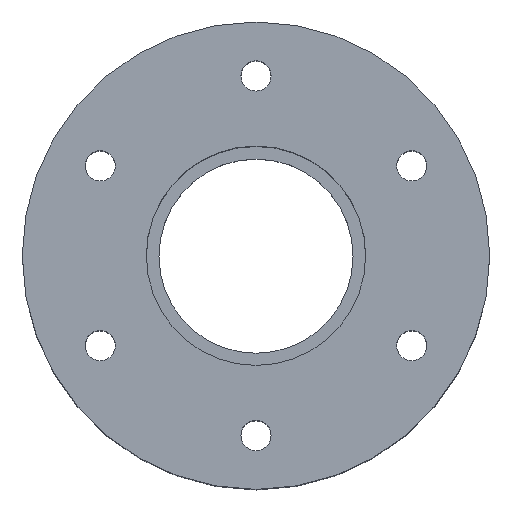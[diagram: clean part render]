
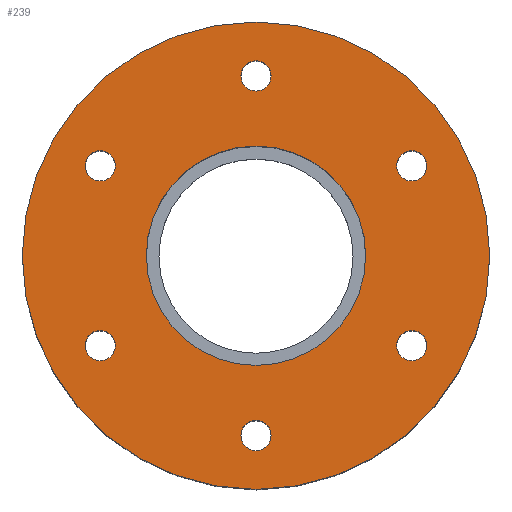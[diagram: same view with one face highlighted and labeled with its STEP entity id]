
A CAD part, front view. The second image highlights one B-rep face of the part: STEP entity #239.
In plain terms, the highlighted face is planar.
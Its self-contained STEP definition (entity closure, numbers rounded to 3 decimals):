
#35=FACE_BOUND('',#77,.T.);
#36=FACE_BOUND('',#78,.T.);
#37=FACE_BOUND('',#79,.T.);
#38=FACE_BOUND('',#80,.T.);
#39=FACE_BOUND('',#81,.T.);
#40=FACE_BOUND('',#82,.T.);
#41=FACE_BOUND('',#83,.T.);
#44=PLANE('',#274);
#56=FACE_OUTER_BOUND('',#76,.T.);
#76=EDGE_LOOP('',(#211));
#77=EDGE_LOOP('',(#212));
#78=EDGE_LOOP('',(#213));
#79=EDGE_LOOP('',(#214));
#80=EDGE_LOOP('',(#215));
#81=EDGE_LOOP('',(#216));
#82=EDGE_LOOP('',(#217));
#83=EDGE_LOOP('',(#218));
#104=CIRCLE('',#249,15.25);
#106=CIRCLE('',#253,2.1);
#108=CIRCLE('',#256,2.1);
#110=CIRCLE('',#259,2.1);
#112=CIRCLE('',#262,2.1);
#114=CIRCLE('',#265,2.1);
#116=CIRCLE('',#268,2.1);
#118=CIRCLE('',#271,32.5);
#122=VERTEX_POINT('',#372);
#124=VERTEX_POINT('',#379);
#126=VERTEX_POINT('',#385);
#128=VERTEX_POINT('',#391);
#130=VERTEX_POINT('',#397);
#132=VERTEX_POINT('',#403);
#134=VERTEX_POINT('',#409);
#136=VERTEX_POINT('',#415);
#141=EDGE_CURVE('',#122,#122,#104,.F.);
#144=EDGE_CURVE('',#124,#124,#106,.T.);
#147=EDGE_CURVE('',#126,#126,#108,.T.);
#150=EDGE_CURVE('',#128,#128,#110,.T.);
#153=EDGE_CURVE('',#130,#130,#112,.T.);
#156=EDGE_CURVE('',#132,#132,#114,.T.);
#159=EDGE_CURVE('',#134,#134,#116,.T.);
#162=EDGE_CURVE('',#136,#136,#118,.T.);
#211=ORIENTED_EDGE('',*,*,#162,.T.);
#212=ORIENTED_EDGE('',*,*,#141,.T.);
#213=ORIENTED_EDGE('',*,*,#159,.T.);
#214=ORIENTED_EDGE('',*,*,#156,.T.);
#215=ORIENTED_EDGE('',*,*,#153,.T.);
#216=ORIENTED_EDGE('',*,*,#150,.T.);
#217=ORIENTED_EDGE('',*,*,#147,.T.);
#218=ORIENTED_EDGE('',*,*,#144,.T.);
#239=ADVANCED_FACE('',(#56,#35,#36,#37,#38,#39,#40,#41),#44,.F.);
#249=AXIS2_PLACEMENT_3D('',#373,#295,#296);
#253=AXIS2_PLACEMENT_3D('',#380,#304,#305);
#256=AXIS2_PLACEMENT_3D('',#386,#311,#312);
#259=AXIS2_PLACEMENT_3D('',#392,#318,#319);
#262=AXIS2_PLACEMENT_3D('',#398,#325,#326);
#265=AXIS2_PLACEMENT_3D('',#404,#332,#333);
#268=AXIS2_PLACEMENT_3D('',#410,#339,#340);
#271=AXIS2_PLACEMENT_3D('',#416,#346,#347);
#274=AXIS2_PLACEMENT_3D('',#421,#353,#354);
#295=DIRECTION('center_axis',(0.,-0.997,
0.078));
#296=DIRECTION('ref_axis',(0.,-0.078,-0.997));
#304=DIRECTION('center_axis',(0.,0.997,-0.078));
#305=DIRECTION('ref_axis',(-1.,0.,0.));
#311=DIRECTION('center_axis',(0.,0.997,-0.078));
#312=DIRECTION('ref_axis',(-1.,0.,0.));
#318=DIRECTION('center_axis',(0.,0.997,-0.078));
#319=DIRECTION('ref_axis',(-1.,0.,0.));
#325=DIRECTION('center_axis',(0.,0.997,-0.078));
#326=DIRECTION('ref_axis',(-1.,0.,0.));
#332=DIRECTION('center_axis',(0.,0.997,-0.078));
#333=DIRECTION('ref_axis',(-1.,0.,0.));
#339=DIRECTION('center_axis',(0.,0.997,-0.078));
#340=DIRECTION('ref_axis',(-1.,0.,0.));
#346=DIRECTION('center_axis',(0.,-0.997,
0.078));
#347=DIRECTION('ref_axis',(-1.,0.,0.));
#353=DIRECTION('center_axis',(0.,0.997,-0.078));
#354=DIRECTION('ref_axis',(-1.,0.,0.));
#372=CARTESIAN_POINT('',(22.75,44.855,45.441));
#373=CARTESIAN_POINT('Origin',(38.,44.855,45.441));
#379=CARTESIAN_POINT('',(61.751,45.827,57.903));
#380=CARTESIAN_POINT('Origin',(59.651,45.827,57.903));
#385=CARTESIAN_POINT('',(18.449,43.883,32.979));
#386=CARTESIAN_POINT('Origin',(16.349,43.883,32.979));
#391=CARTESIAN_POINT('',(40.1,42.911,20.517));
#392=CARTESIAN_POINT('Origin',(38.,42.911,20.517));
#397=CARTESIAN_POINT('',(18.449,45.827,57.903));
#398=CARTESIAN_POINT('Origin',(16.349,45.827,57.903));
#403=CARTESIAN_POINT('',(61.751,43.883,32.979));
#404=CARTESIAN_POINT('Origin',(59.651,43.883,32.979));
#409=CARTESIAN_POINT('',(40.1,46.799,70.365));
#410=CARTESIAN_POINT('Origin',(38.,46.799,70.365));
#415=CARTESIAN_POINT('',(70.5,44.855,45.441));
#416=CARTESIAN_POINT('Origin',(38.,44.855,45.441));
#421=CARTESIAN_POINT('Origin',(38.,44.855,45.441));
